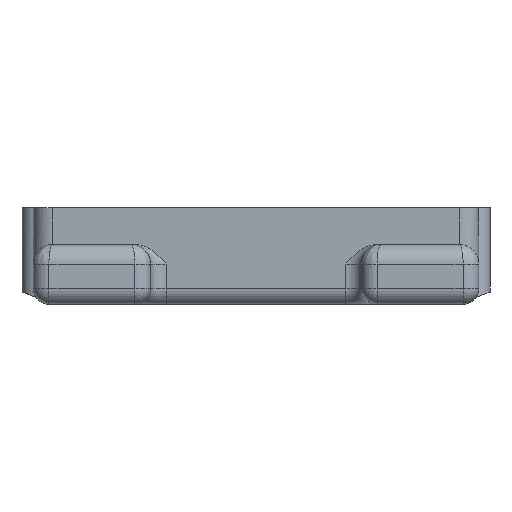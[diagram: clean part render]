
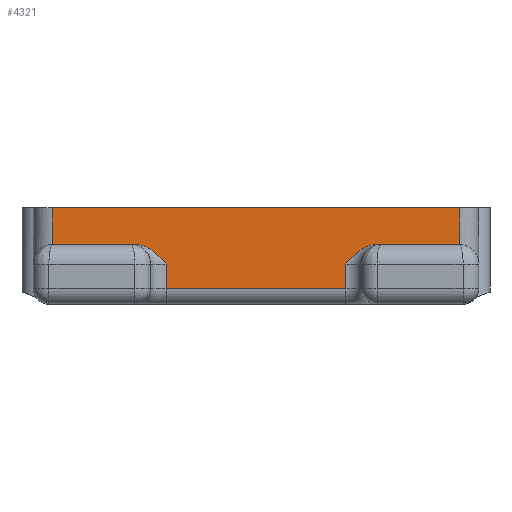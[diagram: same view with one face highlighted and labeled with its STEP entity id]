
A CAD part, front view. The second image highlights one B-rep face of the part: STEP entity #4321.
In plain terms, the highlighted planar face has unit normal (0, -1, 0).
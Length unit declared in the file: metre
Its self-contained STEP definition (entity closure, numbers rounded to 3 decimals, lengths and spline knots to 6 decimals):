
#46=B_SPLINE_CURVE_WITH_KNOTS('',3,(#6165,#6166,#6167,#6168,#6169,#6170),
 .UNSPECIFIED.,.F.,.F.,(4,1,1,4),(0.,0.0031,0.006201,
0.012402),.UNSPECIFIED.);
#47=B_SPLINE_CURVE_WITH_KNOTS('',3,(#6183,#6184,#6185,#6186,#6187,#6188),
 .UNSPECIFIED.,.F.,.F.,(4,1,1,4),(0.,0.0031,0.006201,
0.012402),.UNSPECIFIED.);
#59=CIRCLE('',#4575,0.00635);
#60=CIRCLE('',#4576,0.00635);
#218=ORIENTED_EDGE('',*,*,#1498,.T.);
#219=ORIENTED_EDGE('',*,*,#1499,.T.);
#220=ORIENTED_EDGE('',*,*,#1491,.T.);
#221=ORIENTED_EDGE('',*,*,#1500,.T.);
#222=ORIENTED_EDGE('',*,*,#1501,.T.);
#223=ORIENTED_EDGE('',*,*,#1502,.F.);
#224=ORIENTED_EDGE('',*,*,#1503,.F.);
#225=ORIENTED_EDGE('',*,*,#1504,.T.);
#226=ORIENTED_EDGE('',*,*,#1505,.T.);
#227=ORIENTED_EDGE('',*,*,#1506,.T.);
#228=ORIENTED_EDGE('',*,*,#1507,.T.);
#229=ORIENTED_EDGE('',*,*,#1508,.T.);
#1491=EDGE_CURVE('',#2132,#2131,#2542,.T.);
#1498=EDGE_CURVE('',#2138,#2139,#2548,.T.);
#1499=EDGE_CURVE('',#2139,#2132,#46,.F.);
#1500=EDGE_CURVE('',#2131,#2140,#59,.T.);
#1501=EDGE_CURVE('',#2140,#2141,#2549,.T.);
#1502=EDGE_CURVE('',#2142,#2141,#2550,.T.);
#1503=EDGE_CURVE('',#2143,#2142,#2551,.T.);
#1504=EDGE_CURVE('',#2143,#2144,#60,.T.);
#1505=EDGE_CURVE('',#2144,#2145,#2552,.T.);
#1506=EDGE_CURVE('',#2145,#2146,#47,.T.);
#1507=EDGE_CURVE('',#2146,#2147,#2553,.F.);
#1508=EDGE_CURVE('',#2147,#2138,#2554,.F.);
#2131=VERTEX_POINT('',#6146);
#2132=VERTEX_POINT('',#6148);
#2138=VERTEX_POINT('',#6163);
#2139=VERTEX_POINT('',#6164);
#2140=VERTEX_POINT('',#6172);
#2141=VERTEX_POINT('',#6174);
#2142=VERTEX_POINT('',#6176);
#2143=VERTEX_POINT('',#6178);
#2144=VERTEX_POINT('',#6180);
#2145=VERTEX_POINT('',#6182);
#2146=VERTEX_POINT('',#6189);
#2147=VERTEX_POINT('',#6191);
#2542=LINE('',#6147,#3067);
#2548=LINE('',#6162,#3073);
#2549=LINE('',#6173,#3074);
#2550=LINE('',#6175,#3075);
#2551=LINE('',#6177,#3076);
#2552=LINE('',#6181,#3077);
#2553=LINE('',#6190,#3078);
#2554=LINE('',#6192,#3079);
#3067=VECTOR('',#4933,1.);
#3073=VECTOR('',#4945,1.);
#3074=VECTOR('',#4948,1.);
#3075=VECTOR('',#4949,1.);
#3076=VECTOR('',#4950,1.);
#3077=VECTOR('',#4953,1.);
#3078=VECTOR('',#4954,1.);
#3079=VECTOR('',#4955,1.);
#3583=EDGE_LOOP('',(#218,#219,#220,#221,#222,#223,#224,#225,#226,#227,#228,
#229));
#3868=FACE_BOUND('',#3583,.T.);
#4151=PLANE('',#4574);
#4321=ADVANCED_FACE('',(#3868),#4151,.F.);
#4574=AXIS2_PLACEMENT_3D('',#6161,#4943,#4944);
#4575=AXIS2_PLACEMENT_3D('',#6171,#4946,#4947);
#4576=AXIS2_PLACEMENT_3D('',#6179,#4951,#4952);
#4933=DIRECTION('',(1.,0.,0.));
#4943=DIRECTION('',(0.,1.,0.));
#4944=DIRECTION('',(-1.,0.,0.));
#4945=DIRECTION('',(0.,0.,1.));
#4946=DIRECTION('',(0.,1.,0.));
#4947=DIRECTION('',(0.,0.,1.));
#4948=DIRECTION('',(0.,0.,1.));
#4949=DIRECTION('',(1.,0.,0.));
#4950=DIRECTION('',(0.,0.,1.));
#4951=DIRECTION('',(0.,1.,0.));
#4952=DIRECTION('',(0.,0.,1.));
#4953=DIRECTION('',(1.,0.,0.));
#4954=DIRECTION('',(0.,0.,1.));
#4955=DIRECTION('',(-1.,0.,0.));
#6146=CARTESIAN_POINT('',(0.066562,-0.019355,-0.001735));
#6147=CARTESIAN_POINT('',(0.000511,-0.019355,-0.001735));
#6148=CARTESIAN_POINT('',(0.039971,-0.019355,-0.001735));
#6161=CARTESIAN_POINT('',(0.,-0.019355,-0.021157));
#6162=CARTESIAN_POINT('',(0.029732,-0.019355,-0.021157));
#6163=CARTESIAN_POINT('',(0.029732,-0.019355,-0.016077));
#6164=CARTESIAN_POINT('',(0.029732,-0.019355,-0.008085));
#6165=CARTESIAN_POINT('',(0.039971,-0.019355,-0.001735));
#6166=CARTESIAN_POINT('',(0.038922,-0.019355,-0.001735));
#6167=CARTESIAN_POINT('',(0.036865,-0.019355,-0.002151));
#6168=CARTESIAN_POINT('',(0.033221,-0.019355,-0.004196));
#6169=CARTESIAN_POINT('',(0.03111,-0.019355,-0.006544));
#6170=CARTESIAN_POINT('',(0.029732,-0.019355,-0.008085));
#6171=CARTESIAN_POINT('',(0.066562,-0.019355,-0.008085));
#6172=CARTESIAN_POINT('',(0.066671,-0.019355,-0.001736));
#6173=CARTESIAN_POINT('',(0.066671,-0.019355,-0.001735));
#6174=CARTESIAN_POINT('',(0.066671,-0.019355,0.010203));
#6175=CARTESIAN_POINT('',(0.000511,-0.019355,0.010203));
#6176=CARTESIAN_POINT('',(-0.065648,-0.019355,0.010203));
#6177=CARTESIAN_POINT('',(-0.065648,-0.019355,-0.001735));
#6178=CARTESIAN_POINT('',(-0.065648,-0.019355,-0.001736));
#6179=CARTESIAN_POINT('',(-0.065512,-0.019355,-0.008085));
#6180=CARTESIAN_POINT('',(-0.065512,-0.019355,-0.001735));
#6181=CARTESIAN_POINT('',(0.000511,-0.019355,-0.001735));
#6182=CARTESIAN_POINT('',(-0.038921,-0.019355,-0.001735));
#6183=CARTESIAN_POINT('',(-0.038921,-0.019355,-0.001735));
#6184=CARTESIAN_POINT('',(-0.037872,-0.019355,-0.001735));
#6185=CARTESIAN_POINT('',(-0.035815,-0.019355,-0.002151));
#6186=CARTESIAN_POINT('',(-0.032171,-0.019355,-0.004196));
#6187=CARTESIAN_POINT('',(-0.03006,-0.019355,-0.006544));
#6188=CARTESIAN_POINT('',(-0.028682,-0.019355,-0.008085));
#6189=CARTESIAN_POINT('',(-0.028682,-0.019355,-0.008085));
#6190=CARTESIAN_POINT('',(-0.028682,-0.019355,-0.021157));
#6191=CARTESIAN_POINT('',(-0.028682,-0.019355,-0.016077));
#6192=CARTESIAN_POINT('',(0.,-0.019355,-0.016077));
